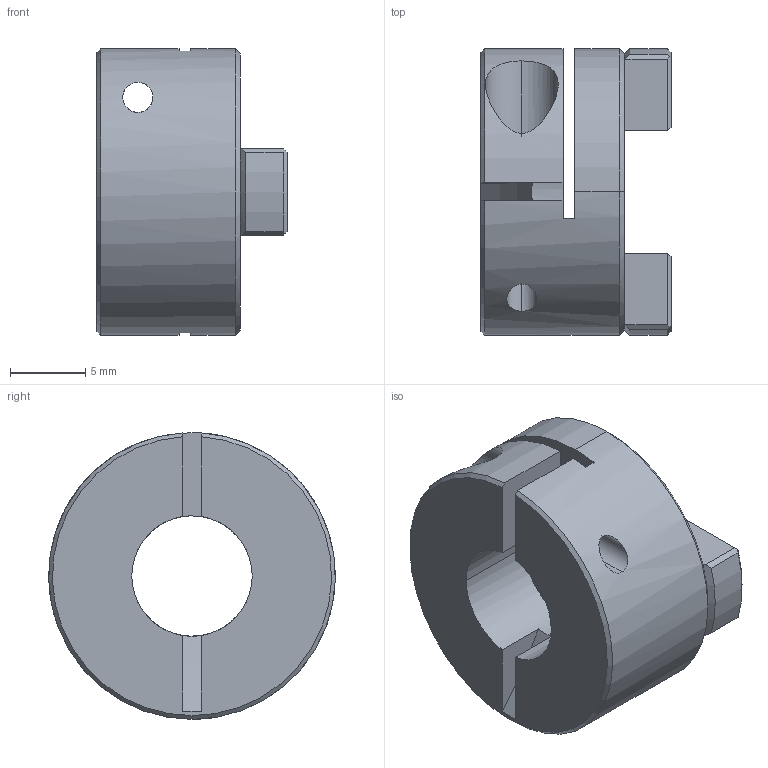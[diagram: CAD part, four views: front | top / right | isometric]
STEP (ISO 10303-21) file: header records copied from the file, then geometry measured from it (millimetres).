
FILE_DESCRIPTION (( 'STEP AP214' ), '1' );
FILE_NAME ('DC-DAC19-08M.STEP', '2015-12-01T23:12:13', ( '' ), ( '' ), 'SwSTEP 2.0', 'SolidWorks 2015', '' );
FILE_SCHEMA (( 'AUTOMOTIVE_DESIGN' ));
Length unit declared in the file: millimetre
Products named in the file (1): DC-DAC19-08M
Bounding box: 12.65 x 19.05 x 19.05 mm (x, y, z)
Volume: 2101.3 mm3; surface area: 1792.9 mm2
Topology: 1 solids, 1 shells, 55 faces, 152 edges, 99 vertices
Faces by surface type: plane 29, cylinder 18, cone 8
Entity records: 1913 total; most frequent: CARTESIAN_POINT 469, ORIENTED_EDGE 304, DIRECTION 291, EDGE_CURVE 152, AXIS2_PLACEMENT_3D 111, VERTEX_POINT 99, LINE 69, VECTOR 69
